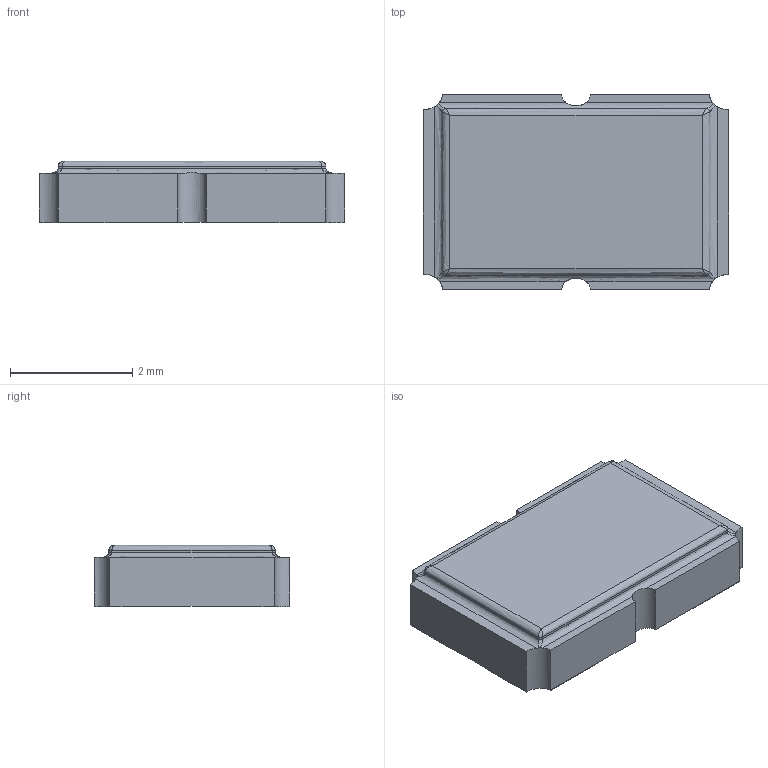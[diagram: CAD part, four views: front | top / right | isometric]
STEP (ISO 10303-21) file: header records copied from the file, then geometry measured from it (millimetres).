
FILE_DESCRIPTION(('FreeCAD Model'),'2;1');
FILE_NAME( 'xtal_osc_5x3.2.step', '2017-11-29T12:10:52',('kicad StepUp'),('ksu MCAD'), 'Open CASCADE STEP processor 6.8','FreeCAD','Unknown');
FILE_SCHEMA(('AUTOMOTIVE_DESIGN_CC2 { 1 2 10303 214 -1 1 5 4 }'));
Length unit declared in the file: millimetre
Products named in the file (2): ASSEMBLY; xtal_osc_5x3.2
Assembly tree (1 placements, depth 2):
  ASSEMBLY
    xtal_osc_5x3.2
Bounding box: 4.99 x 3.2 x 1.01 mm (x, y, z)
Volume: 14.9 mm3; surface area: 46.1 mm2
Topology: 1 solids, 1 shells, 64 faces, 162 edges, 96 vertices
Faces by surface type: bspline 64
Entity records: 2781 total; most frequent: CARTESIAN_POINT 1374, ORIENTED_EDGE 316, EDGE_CURVE 158, B_SPLINE_CURVE_WITH_KNOTS 120, VERTEX_POINT 96, ADVANCED_FACE 64, FACE_BOUND 64, EDGE_LOOP 64
